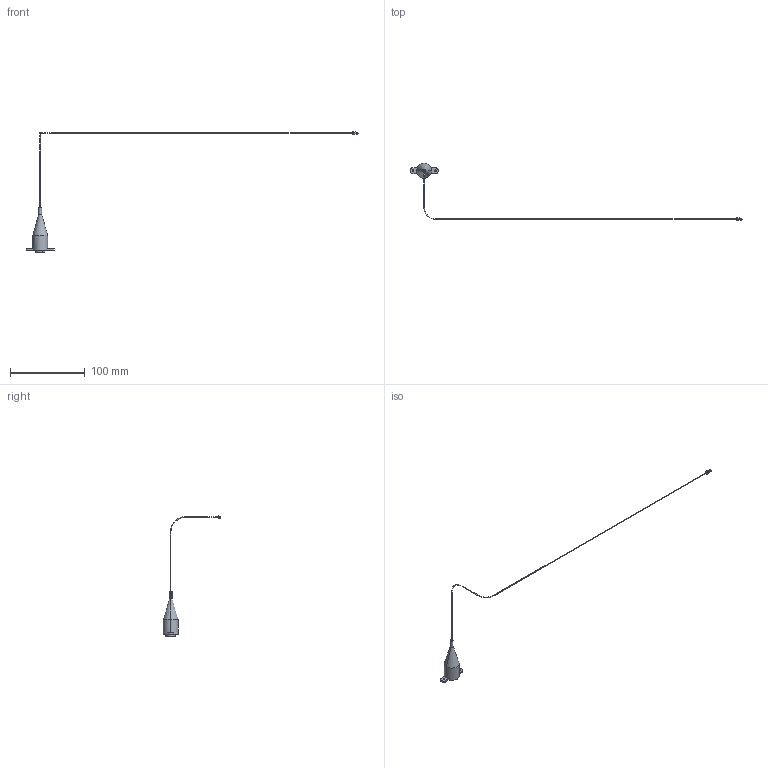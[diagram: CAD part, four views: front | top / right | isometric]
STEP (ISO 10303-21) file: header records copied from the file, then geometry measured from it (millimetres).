
FILE_DESCRIPTION (( 'STEP AP203' ), '1' );
FILE_NAME ('HC-920 Assembly.STEP', '2021-07-30T12:58:13', ( '' ), ( '' ), 'SwSTEP 2.0', 'SolidWorks 2020', '' );
FILE_SCHEMA (( 'CONFIG_CONTROL_DESIGN' ));
Length unit declared in the file: inch
Products named in the file (8): 31-HC920; 24-CouplingProtector; 23-CouplingHolder; 40-CouplingLens; 33-GlassFlange; HC-920 Assembly; 43-CollimatingLens___; 26-CollimatorHolder___
Assembly tree (8 placements, depth 2):
  HC-920 Assembly
    31-HC920
    33-GlassFlange  x2
    24-CouplingProtector
    23-CouplingHolder
    40-CouplingLens
    26-CollimatorHolder___
    43-CollimatingLens___
Bounding box: 444.37 x 77.19 x 162.17 mm (x, y, z)
Volume: 8669.1 mm3; surface area: 8744.6 mm2
Topology: 10 solids, 10 shells, 207 faces, 621 edges, 465 vertices
Faces by surface type: cylinder 97, plane 46, cone 34, torus 12, bspline 10, sphere 8
Entity records: 10107 total; most frequent: CARTESIAN_POINT 3793, ORIENTED_EDGE 1186, DIRECTION 1101, EDGE_CURVE 593, AXIS2_PLACEMENT_3D 464, VERTEX_POINT 451, CIRCLE 268, EDGE_LOOP 244
